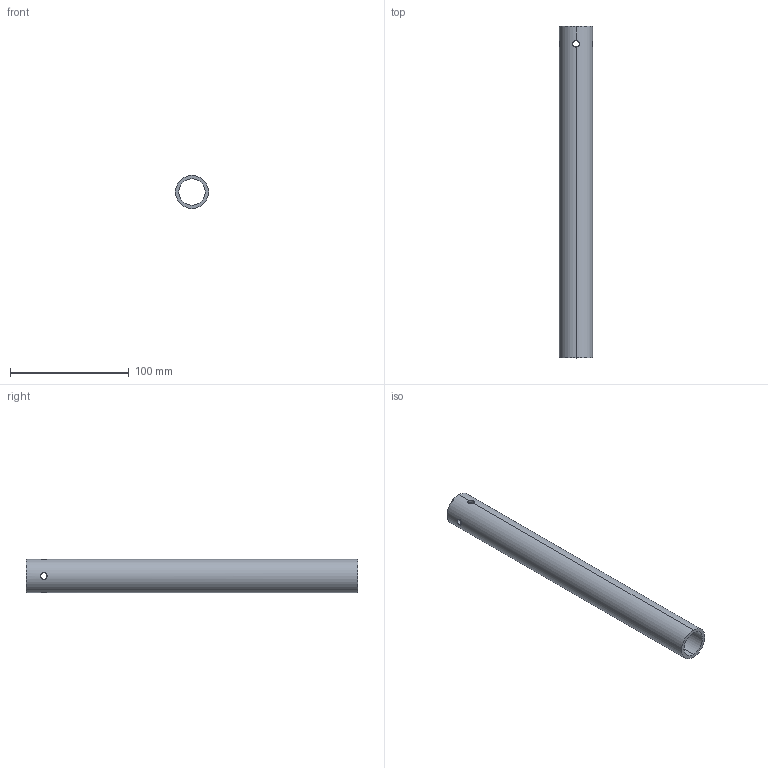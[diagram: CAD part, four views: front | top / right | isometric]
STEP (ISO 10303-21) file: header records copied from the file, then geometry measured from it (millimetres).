
FILE_DESCRIPTION (( 'STEP AP214' ), '1' );
FILE_NAME ('shank.STEP', '2023-07-29T03:42:54', ( '' ), ( '' ), 'SwSTEP 2.0', 'SolidWorks 2021', '' );
FILE_SCHEMA (( 'AUTOMOTIVE_DESIGN' ));
Length unit declared in the file: millimetre
Products named in the file (1): shank
Bounding box: 28 x 280 x 28 mm (x, y, z)
Volume: 63752.9 mm3; surface area: 44606.8 mm2
Topology: 1 solids, 1 shells, 16 faces, 52 edges, 34 vertices
Faces by surface type: cylinder 12, torus 2, plane 2
Entity records: 1369 total; most frequent: CARTESIAN_POINT 894, ORIENTED_EDGE 104, DIRECTION 74, EDGE_CURVE 52, VERTEX_POINT 34, AXIS2_PLACEMENT_3D 29, B_SPLINE_CURVE_WITH_KNOTS 24, EDGE_LOOP 22
